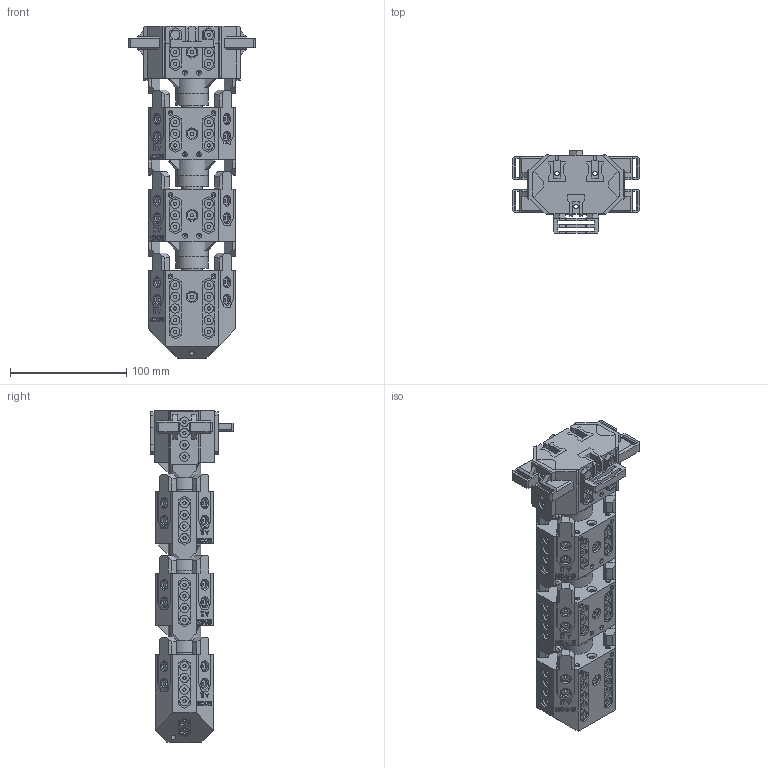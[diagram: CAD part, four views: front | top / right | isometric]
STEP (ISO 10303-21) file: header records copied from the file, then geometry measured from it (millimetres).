
FILE_DESCRIPTION(/* description */ (''),/* implementation_level */ '2;1');
FILE_NAME(/* name */ 'exo_tail.step',/* time_stamp */ '2025-09-08T14:41:55+02:00',/* author */ (''),/* organization */ (''),/* preprocessor_version */ 'ST-DEVELOPER v20.1',/* originating_system */ 'Autodesk Translation Framework v14.10.0.0',/* authorisation */ '');
FILE_SCHEMA (('AUTOMOTIVE_DESIGN { 1 0 10303 214 3 1 1 }'));
Products named in the file (5): tail_module; spine_module; base_module_Inertial ; 693ZZ (1); end_module
Assembly tree (5 placements, depth 2):
  tail_module
    spine_module  x2
    base_module_Inertial 
    693ZZ (1)
    end_module
Bounding box: 109.24 x 71 x 285 mm (x, y, z)
Volume: 728029.7 mm3; surface area: 196315.5 mm2
Topology: 24 solids, 27 shells, 2693 faces, 6671 edges, 4385 vertices
Faces by surface type: plane 1951, cylinder 425, bspline 233, torus 42, cone 36, sphere 6
Full cylindrical faces by diameter (mm): 2.8 x167, 3 x6, 4 x12, 7.5 x41, 8 x108, 9.8 x6, 18 x3, 28 x6
Entity records: 68300 total; most frequent: CARTESIAN_POINT 17344, ORIENTED_EDGE 10610, DIRECTION 9664, EDGE_CURVE 5305, LINE 4094, VECTOR 4094, VERTEX_POINT 3492, AXIS2_PLACEMENT_3D 2785
